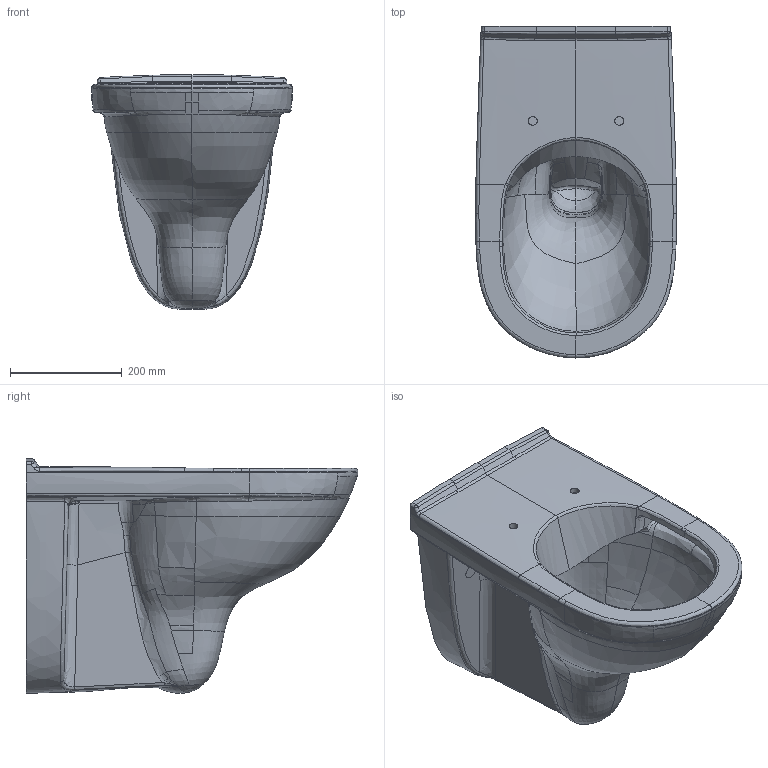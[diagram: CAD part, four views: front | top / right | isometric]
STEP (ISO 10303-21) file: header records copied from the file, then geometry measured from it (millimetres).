
FILE_DESCRIPTION(/* description */ (''),/* implementation_level */ '2;1');
FILE_NAME(/* name */ '4695R0_O_Novo_Vita_WWC.stp',/* time_stamp */ '2019-01-21T14:04:38+01:00',/* author */ (''),/* organization */ (''),/* preprocessor_version */ 'ST-DEVELOPER v16',/* originating_system */ 'SIEMENS PLM Software NX 10.0',/* authorisation */ '');
FILE_SCHEMA (('AUTOMOTIVE_DESIGN { 1 0 10303 214 3 1 1 1 }'));
Products named in the file (1): math18184AE5o7p5
Bounding box: 360 x 595 x 420.65 mm (x, y, z)
Volume: 19721346.3 mm3; surface area: 1115713.9 mm2
Topology: 1 solids, 1 shells, 406 faces, 1058 edges, 658 vertices
Faces by surface type: bspline 383, plane 9, extrusion 6, cylinder 4, sphere 4
Full cylindrical faces by diameter (mm): 16 x2
Entity records: 72910 total; most frequent: CARTESIAN_POINT 66403, ORIENTED_EDGE 2100, EDGE_CURVE 1050, B_SPLINE_CURVE_WITH_KNOTS 906, VERTEX_POINT 656, EDGE_LOOP 416, ADVANCED_FACE 406, FACE_OUTER_BOUND 396
